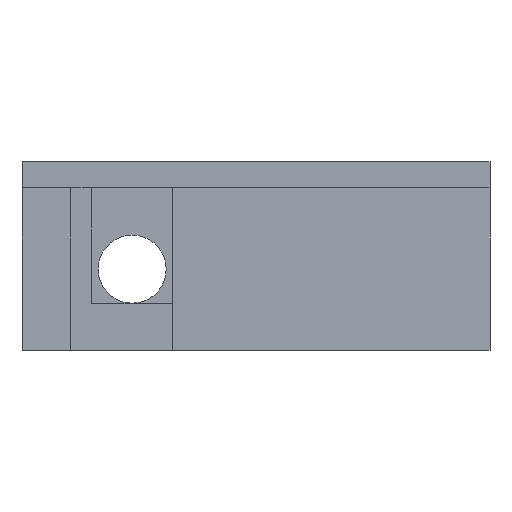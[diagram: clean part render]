
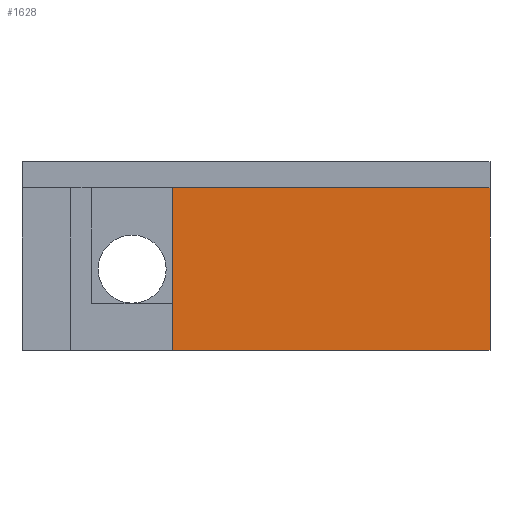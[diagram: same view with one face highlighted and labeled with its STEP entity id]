
A CAD part, front view. The second image highlights one B-rep face of the part: STEP entity #1628.
In plain terms, the highlighted planar face has unit normal (0, -1, 0).
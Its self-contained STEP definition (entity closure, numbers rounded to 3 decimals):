
#126 = PLANE('',#127);
#127 = AXIS2_PLACEMENT_3D('',#128,#129,#130);
#128 = CARTESIAN_POINT('',(-70.136,12.157,0.));
#129 = DIRECTION('',(0.,0.,1.));
#130 = DIRECTION('',(0.,-1.,0.));
#413 = VERTEX_POINT('',#414);
#414 = CARTESIAN_POINT('',(-80.706,-20.008,0.));
#428 = PLANE('',#429);
#429 = AXIS2_PLACEMENT_3D('',#430,#431,#432);
#430 = CARTESIAN_POINT('',(-80.706,21.213,0.));
#431 = DIRECTION('',(-1.,0.,0.));
#432 = DIRECTION('',(0.,1.,0.));
#440 = EDGE_CURVE('',#413,#441,#443,.T.);
#441 = VERTEX_POINT('',#442);
#442 = CARTESIAN_POINT('',(-56.506,-20.008,0.));
#443 = SURFACE_CURVE('',#444,(#448,#455),.PCURVE_S1.);
#444 = LINE('',#445,#446);
#445 = CARTESIAN_POINT('',(-80.706,-20.008,0.));
#446 = VECTOR('',#447,1.);
#447 = DIRECTION('',(1.,-0.,0.));
#448 = PCURVE('',#126,#449);
#449 = DEFINITIONAL_REPRESENTATION('',(#450),#454);
#450 = LINE('',#451,#452);
#451 = CARTESIAN_POINT('',(32.165,-10.57));
#452 = VECTOR('',#453,1.);
#453 = DIRECTION('',(-0.,1.));
#454 = ( GEOMETRIC_REPRESENTATION_CONTEXT(2) 
PARAMETRIC_REPRESENTATION_CONTEXT() REPRESENTATION_CONTEXT('2D SPACE',''
  ) );
#455 = PCURVE('',#456,#461);
#456 = PLANE('',#457);
#457 = AXIS2_PLACEMENT_3D('',#458,#459,#460);
#458 = CARTESIAN_POINT('',(-80.706,-20.008,0.));
#459 = DIRECTION('',(0.,-1.,0.));
#460 = DIRECTION('',(-1.,0.,0.));
#461 = DEFINITIONAL_REPRESENTATION('',(#462),#466);
#462 = LINE('',#463,#464);
#463 = CARTESIAN_POINT('',(0.,0.));
#464 = VECTOR('',#465,1.);
#465 = DIRECTION('',(-1.,0.));
#466 = ( GEOMETRIC_REPRESENTATION_CONTEXT(2) 
PARAMETRIC_REPRESENTATION_CONTEXT() REPRESENTATION_CONTEXT('2D SPACE',''
  ) );
#484 = PLANE('',#485);
#485 = AXIS2_PLACEMENT_3D('',#486,#487,#488);
#486 = CARTESIAN_POINT('',(-56.506,-20.008,0.));
#487 = DIRECTION('',(1.,0.,0.));
#488 = DIRECTION('',(0.,-1.,0.));
#1580 = VERTEX_POINT('',#1581);
#1581 = CARTESIAN_POINT('',(-80.706,-20.008,12.4));
#1595 = PLANE('',#1596);
#1596 = AXIS2_PLACEMENT_3D('',#1597,#1598,#1599);
#1597 = CARTESIAN_POINT('',(-70.136,12.157,12.4));
#1598 = DIRECTION('',(0.,0.,1.));
#1599 = DIRECTION('',(0.,-1.,0.));
#1607 = EDGE_CURVE('',#413,#1580,#1608,.T.);
#1608 = SURFACE_CURVE('',#1609,(#1613,#1620),.PCURVE_S1.);
#1609 = LINE('',#1610,#1611);
#1610 = CARTESIAN_POINT('',(-80.706,-20.008,0.));
#1611 = VECTOR('',#1612,1.);
#1612 = DIRECTION('',(0.,0.,1.));
#1613 = PCURVE('',#428,#1614);
#1614 = DEFINITIONAL_REPRESENTATION('',(#1615),#1619);
#1615 = LINE('',#1616,#1617);
#1616 = CARTESIAN_POINT('',(-41.22,0.));
#1617 = VECTOR('',#1618,1.);
#1618 = DIRECTION('',(0.,-1.));
#1619 = ( GEOMETRIC_REPRESENTATION_CONTEXT(2) 
PARAMETRIC_REPRESENTATION_CONTEXT() REPRESENTATION_CONTEXT('2D SPACE',''
  ) );
#1620 = PCURVE('',#456,#1621);
#1621 = DEFINITIONAL_REPRESENTATION('',(#1622),#1626);
#1622 = LINE('',#1623,#1624);
#1623 = CARTESIAN_POINT('',(-0.,0.));
#1624 = VECTOR('',#1625,1.);
#1625 = DIRECTION('',(0.,-1.));
#1626 = ( GEOMETRIC_REPRESENTATION_CONTEXT(2) 
PARAMETRIC_REPRESENTATION_CONTEXT() REPRESENTATION_CONTEXT('2D SPACE',''
  ) );
#1628 = ADVANCED_FACE('',(#1629),#456,.T.);
#1629 = FACE_BOUND('',#1630,.F.);
#1630 = EDGE_LOOP('',(#1631,#1632,#1655,#1676));
#1631 = ORIENTED_EDGE('',*,*,#1607,.T.);
#1632 = ORIENTED_EDGE('',*,*,#1633,.T.);
#1633 = EDGE_CURVE('',#1580,#1634,#1636,.T.);
#1634 = VERTEX_POINT('',#1635);
#1635 = CARTESIAN_POINT('',(-56.506,-20.008,12.4));
#1636 = SURFACE_CURVE('',#1637,(#1641,#1648),.PCURVE_S1.);
#1637 = LINE('',#1638,#1639);
#1638 = CARTESIAN_POINT('',(-80.706,-20.008,12.4));
#1639 = VECTOR('',#1640,1.);
#1640 = DIRECTION('',(1.,-0.,0.));
#1641 = PCURVE('',#456,#1642);
#1642 = DEFINITIONAL_REPRESENTATION('',(#1643),#1647);
#1643 = LINE('',#1644,#1645);
#1644 = CARTESIAN_POINT('',(0.,-12.4));
#1645 = VECTOR('',#1646,1.);
#1646 = DIRECTION('',(-1.,0.));
#1647 = ( GEOMETRIC_REPRESENTATION_CONTEXT(2) 
PARAMETRIC_REPRESENTATION_CONTEXT() REPRESENTATION_CONTEXT('2D SPACE',''
  ) );
#1648 = PCURVE('',#1595,#1649);
#1649 = DEFINITIONAL_REPRESENTATION('',(#1650),#1654);
#1650 = LINE('',#1651,#1652);
#1651 = CARTESIAN_POINT('',(32.165,-10.57));
#1652 = VECTOR('',#1653,1.);
#1653 = DIRECTION('',(-0.,1.));
#1654 = ( GEOMETRIC_REPRESENTATION_CONTEXT(2) 
PARAMETRIC_REPRESENTATION_CONTEXT() REPRESENTATION_CONTEXT('2D SPACE',''
  ) );
#1655 = ORIENTED_EDGE('',*,*,#1656,.F.);
#1656 = EDGE_CURVE('',#441,#1634,#1657,.T.);
#1657 = SURFACE_CURVE('',#1658,(#1662,#1669),.PCURVE_S1.);
#1658 = LINE('',#1659,#1660);
#1659 = CARTESIAN_POINT('',(-56.506,-20.008,0.));
#1660 = VECTOR('',#1661,1.);
#1661 = DIRECTION('',(0.,0.,1.));
#1662 = PCURVE('',#456,#1663);
#1663 = DEFINITIONAL_REPRESENTATION('',(#1664),#1668);
#1664 = LINE('',#1665,#1666);
#1665 = CARTESIAN_POINT('',(-24.2,0.));
#1666 = VECTOR('',#1667,1.);
#1667 = DIRECTION('',(0.,-1.));
#1668 = ( GEOMETRIC_REPRESENTATION_CONTEXT(2) 
PARAMETRIC_REPRESENTATION_CONTEXT() REPRESENTATION_CONTEXT('2D SPACE',''
  ) );
#1669 = PCURVE('',#484,#1670);
#1670 = DEFINITIONAL_REPRESENTATION('',(#1671),#1675);
#1671 = LINE('',#1672,#1673);
#1672 = CARTESIAN_POINT('',(-0.,0.));
#1673 = VECTOR('',#1674,1.);
#1674 = DIRECTION('',(0.,-1.));
#1675 = ( GEOMETRIC_REPRESENTATION_CONTEXT(2) 
PARAMETRIC_REPRESENTATION_CONTEXT() REPRESENTATION_CONTEXT('2D SPACE',''
  ) );
#1676 = ORIENTED_EDGE('',*,*,#440,.F.);
